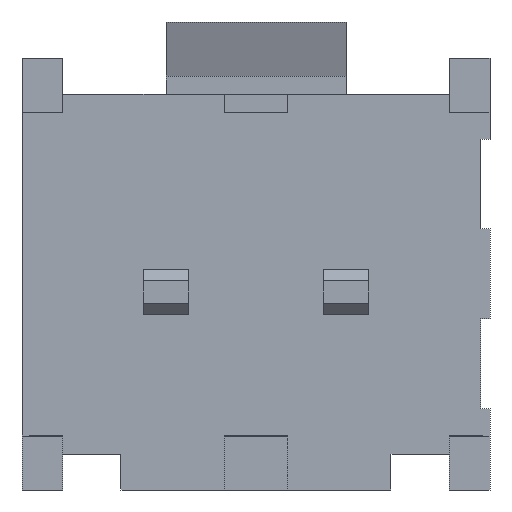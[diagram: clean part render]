
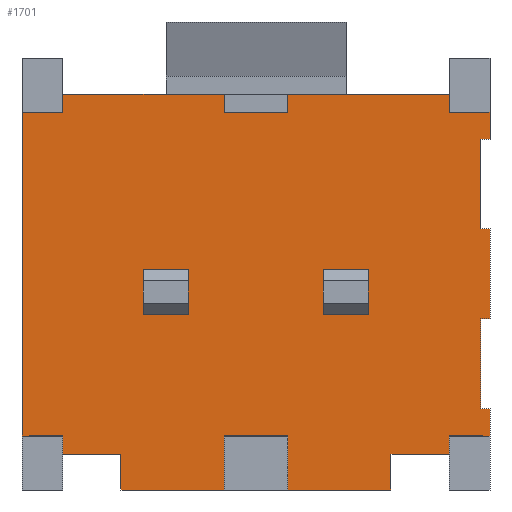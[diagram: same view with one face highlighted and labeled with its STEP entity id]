
A CAD part, front view. The second image highlights one B-rep face of the part: STEP entity #1701.
In plain terms, the highlighted planar face has unit normal (0, -1, 0).
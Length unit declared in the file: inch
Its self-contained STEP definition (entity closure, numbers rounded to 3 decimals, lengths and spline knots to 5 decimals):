
#77=ORIENTED_EDGE('',*,*,#569,.F.);
#78=ORIENTED_EDGE('',*,*,#570,.F.);
#79=ORIENTED_EDGE('',*,*,#571,.F.);
#80=ORIENTED_EDGE('',*,*,#572,.F.);
#81=ORIENTED_EDGE('',*,*,#573,.T.);
#82=ORIENTED_EDGE('',*,*,#574,.F.);
#83=ORIENTED_EDGE('',*,*,#575,.T.);
#84=ORIENTED_EDGE('',*,*,#576,.T.);
#85=ORIENTED_EDGE('',*,*,#577,.T.);
#86=ORIENTED_EDGE('',*,*,#578,.F.);
#87=ORIENTED_EDGE('',*,*,#579,.T.);
#88=ORIENTED_EDGE('',*,*,#580,.T.);
#89=ORIENTED_EDGE('',*,*,#581,.T.);
#90=ORIENTED_EDGE('',*,*,#582,.T.);
#91=ORIENTED_EDGE('',*,*,#583,.F.);
#92=ORIENTED_EDGE('',*,*,#584,.T.);
#93=ORIENTED_EDGE('',*,*,#585,.T.);
#94=ORIENTED_EDGE('',*,*,#586,.T.);
#95=ORIENTED_EDGE('',*,*,#587,.F.);
#96=ORIENTED_EDGE('',*,*,#588,.F.);
#97=ORIENTED_EDGE('',*,*,#589,.F.);
#98=ORIENTED_EDGE('',*,*,#590,.T.);
#99=ORIENTED_EDGE('',*,*,#591,.F.);
#100=ORIENTED_EDGE('',*,*,#592,.T.);
#101=ORIENTED_EDGE('',*,*,#593,.T.);
#102=ORIENTED_EDGE('',*,*,#594,.F.);
#103=ORIENTED_EDGE('',*,*,#595,.F.);
#104=ORIENTED_EDGE('',*,*,#596,.F.);
#105=ORIENTED_EDGE('',*,*,#597,.F.);
#106=ORIENTED_EDGE('',*,*,#598,.F.);
#107=ORIENTED_EDGE('',*,*,#599,.F.);
#108=ORIENTED_EDGE('',*,*,#600,.F.);
#569=EDGE_CURVE('',#815,#816,#979,.T.);
#570=EDGE_CURVE('',#817,#815,#980,.T.);
#571=EDGE_CURVE('',#818,#817,#981,.T.);
#572=EDGE_CURVE('',#819,#818,#982,.T.);
#573=EDGE_CURVE('',#819,#820,#983,.T.);
#574=EDGE_CURVE('',#821,#820,#984,.T.);
#575=EDGE_CURVE('',#821,#822,#985,.T.);
#576=EDGE_CURVE('',#822,#823,#986,.T.);
#577=EDGE_CURVE('',#823,#824,#987,.T.);
#578=EDGE_CURVE('',#825,#824,#988,.T.);
#579=EDGE_CURVE('',#825,#826,#989,.T.);
#580=EDGE_CURVE('',#826,#827,#990,.T.);
#581=EDGE_CURVE('',#827,#828,#991,.T.);
#582=EDGE_CURVE('',#828,#829,#992,.T.);
#583=EDGE_CURVE('',#830,#829,#993,.T.);
#584=EDGE_CURVE('',#830,#831,#994,.T.);
#585=EDGE_CURVE('',#831,#832,#995,.T.);
#586=EDGE_CURVE('',#832,#833,#996,.T.);
#587=EDGE_CURVE('',#834,#833,#997,.T.);
#588=EDGE_CURVE('',#835,#834,#998,.T.);
#589=EDGE_CURVE('',#836,#835,#999,.T.);
#590=EDGE_CURVE('',#836,#837,#1000,.T.);
#591=EDGE_CURVE('',#838,#837,#1001,.T.);
#592=EDGE_CURVE('',#838,#839,#1002,.T.);
#593=EDGE_CURVE('',#839,#840,#1003,.T.);
#594=EDGE_CURVE('',#841,#840,#1004,.T.);
#595=EDGE_CURVE('',#842,#841,#1005,.T.);
#596=EDGE_CURVE('',#843,#842,#1006,.T.);
#597=EDGE_CURVE('',#844,#843,#1007,.T.);
#598=EDGE_CURVE('',#845,#844,#1008,.T.);
#599=EDGE_CURVE('',#846,#845,#1009,.T.);
#600=EDGE_CURVE('',#816,#846,#1010,.T.);
#815=VERTEX_POINT('',#2435);
#816=VERTEX_POINT('',#2436);
#817=VERTEX_POINT('',#2438);
#818=VERTEX_POINT('',#2440);
#819=VERTEX_POINT('',#2442);
#820=VERTEX_POINT('',#2444);
#821=VERTEX_POINT('',#2446);
#822=VERTEX_POINT('',#2448);
#823=VERTEX_POINT('',#2450);
#824=VERTEX_POINT('',#2452);
#825=VERTEX_POINT('',#2454);
#826=VERTEX_POINT('',#2456);
#827=VERTEX_POINT('',#2458);
#828=VERTEX_POINT('',#2460);
#829=VERTEX_POINT('',#2462);
#830=VERTEX_POINT('',#2464);
#831=VERTEX_POINT('',#2466);
#832=VERTEX_POINT('',#2468);
#833=VERTEX_POINT('',#2470);
#834=VERTEX_POINT('',#2472);
#835=VERTEX_POINT('',#2474);
#836=VERTEX_POINT('',#2476);
#837=VERTEX_POINT('',#2478);
#838=VERTEX_POINT('',#2480);
#839=VERTEX_POINT('',#2482);
#840=VERTEX_POINT('',#2484);
#841=VERTEX_POINT('',#2486);
#842=VERTEX_POINT('',#2488);
#843=VERTEX_POINT('',#2490);
#844=VERTEX_POINT('',#2492);
#845=VERTEX_POINT('',#2494);
#846=VERTEX_POINT('',#2496);
#979=LINE('',#2434,#1225);
#980=LINE('',#2437,#1226);
#981=LINE('',#2439,#1227);
#982=LINE('',#2441,#1228);
#983=LINE('',#2443,#1229);
#984=LINE('',#2445,#1230);
#985=LINE('',#2447,#1231);
#986=LINE('',#2449,#1232);
#987=LINE('',#2451,#1233);
#988=LINE('',#2453,#1234);
#989=LINE('',#2455,#1235);
#990=LINE('',#2457,#1236);
#991=LINE('',#2459,#1237);
#992=LINE('',#2461,#1238);
#993=LINE('',#2463,#1239);
#994=LINE('',#2465,#1240);
#995=LINE('',#2467,#1241);
#996=LINE('',#2469,#1242);
#997=LINE('',#2471,#1243);
#998=LINE('',#2473,#1244);
#999=LINE('',#2475,#1245);
#1000=LINE('',#2477,#1246);
#1001=LINE('',#2479,#1247);
#1002=LINE('',#2481,#1248);
#1003=LINE('',#2483,#1249);
#1004=LINE('',#2485,#1250);
#1005=LINE('',#2487,#1251);
#1006=LINE('',#2489,#1252);
#1007=LINE('',#2491,#1253);
#1008=LINE('',#2493,#1254);
#1009=LINE('',#2495,#1255);
#1010=LINE('',#2497,#1256);
#1225=VECTOR('',#1965,39.37008);
#1226=VECTOR('',#1966,39.37008);
#1227=VECTOR('',#1967,39.37008);
#1228=VECTOR('',#1968,39.37008);
#1229=VECTOR('',#1969,39.37008);
#1230=VECTOR('',#1970,39.37008);
#1231=VECTOR('',#1971,39.37008);
#1232=VECTOR('',#1972,39.37008);
#1233=VECTOR('',#1973,39.37008);
#1234=VECTOR('',#1974,39.37008);
#1235=VECTOR('',#1975,39.37008);
#1236=VECTOR('',#1976,39.37008);
#1237=VECTOR('',#1977,39.37008);
#1238=VECTOR('',#1978,39.37008);
#1239=VECTOR('',#1979,39.37008);
#1240=VECTOR('',#1980,39.37008);
#1241=VECTOR('',#1981,39.37008);
#1242=VECTOR('',#1982,39.37008);
#1243=VECTOR('',#1983,39.37008);
#1244=VECTOR('',#1984,39.37008);
#1245=VECTOR('',#1985,39.37008);
#1246=VECTOR('',#1986,39.37008);
#1247=VECTOR('',#1987,39.37008);
#1248=VECTOR('',#1988,39.37008);
#1249=VECTOR('',#1989,39.37008);
#1250=VECTOR('',#1990,39.37008);
#1251=VECTOR('',#1991,39.37008);
#1252=VECTOR('',#1992,39.37008);
#1253=VECTOR('',#1993,39.37008);
#1254=VECTOR('',#1994,39.37008);
#1255=VECTOR('',#1995,39.37008);
#1256=VECTOR('',#1996,39.37008);
#1433=EDGE_LOOP('',(#77,#78,#79,#80,#81,#82,#83,#84,#85,#86,#87,#88,#89,
#90,#91,#92,#93,#94,#95,#96,#97,#98,#99,#100,#101,#102,#103,#104,#105,#106,
#107,#108));
#1523=FACE_BOUND('',#1433,.T.);
#1612=PLANE('',#1828);
#1701=ADVANCED_FACE('',(#1523),#1612,.F.);
#1828=AXIS2_PLACEMENT_3D('',#2433,#1963,#1964);
#1963=DIRECTION('',(0.,1.,0.));
#1964=DIRECTION('',(0.,0.,1.));
#1965=DIRECTION('',(1.,0.,0.));
#1966=DIRECTION('',(0.,0.,-1.));
#1967=DIRECTION('',(-1.,0.,0.));
#1968=DIRECTION('',(0.,0.,-1.));
#1969=DIRECTION('',(-1.,0.,0.));
#1970=DIRECTION('',(0.,0.,-1.));
#1971=DIRECTION('',(-1.,0.,0.));
#1972=DIRECTION('',(0.,0.,-1.));
#1973=DIRECTION('',(-1.,0.,0.));
#1974=DIRECTION('',(0.,0.,-1.));
#1975=DIRECTION('',(-1.,0.,0.));
#1976=DIRECTION('',(0.,0.,-1.));
#1977=DIRECTION('',(-1.,0.,0.));
#1978=DIRECTION('',(0.,0.,-1.));
#1979=DIRECTION('',(-1.,0.,0.));
#1980=DIRECTION('',(0.,0.,-1.));
#1981=DIRECTION('',(1.,0.,0.));
#1982=DIRECTION('',(0.,0.,-1.));
#1983=DIRECTION('',(-1.,0.,0.));
#1984=DIRECTION('',(0.,0.,-1.));
#1985=DIRECTION('',(-1.,0.,0.));
#1986=DIRECTION('',(0.,0.,-1.));
#1987=DIRECTION('',(-1.,0.,0.));
#1988=DIRECTION('',(0.,0.,1.));
#1989=DIRECTION('',(1.,0.,0.));
#1990=DIRECTION('',(0.,0.,-1.));
#1991=DIRECTION('',(-1.,0.,0.));
#1992=DIRECTION('',(0.,0.,-1.));
#1993=DIRECTION('',(1.,0.,0.));
#1994=DIRECTION('',(0.,0.,-1.));
#1995=DIRECTION('',(-1.,0.,0.));
#1996=DIRECTION('',(0.,0.,-1.));
#2433=CARTESIAN_POINT('',(0.13,0.02,0.09));
#2434=CARTESIAN_POINT('',(0.13,0.02,0.025));
#2435=CARTESIAN_POINT('',(0.125,0.02,0.025));
#2436=CARTESIAN_POINT('',(0.13,0.02,0.025));
#2437=CARTESIAN_POINT('',(0.125,0.02,0.09));
#2438=CARTESIAN_POINT('',(0.125,0.02,0.075));
#2439=CARTESIAN_POINT('',(0.13,0.02,0.075));
#2440=CARTESIAN_POINT('',(0.13,0.02,0.075));
#2441=CARTESIAN_POINT('',(0.13,0.02,0.09));
#2442=CARTESIAN_POINT('',(0.13,0.02,0.09));
#2443=CARTESIAN_POINT('',(0.13,0.02,0.09));
#2444=CARTESIAN_POINT('',(0.1075,0.02,0.09));
#2445=CARTESIAN_POINT('',(0.1075,0.02,0.12));
#2446=CARTESIAN_POINT('',(0.1075,0.02,0.1));
#2447=CARTESIAN_POINT('',(0.13,0.02,0.1));
#2448=CARTESIAN_POINT('',(0.0175,0.02,0.1));
#2449=CARTESIAN_POINT('',(0.0175,0.02,0.12));
#2450=CARTESIAN_POINT('',(0.0175,0.02,0.09));
#2451=CARTESIAN_POINT('',(0.13,0.02,0.09));
#2452=CARTESIAN_POINT('',(-0.0175,0.02,0.09));
#2453=CARTESIAN_POINT('',(-0.0175,0.02,0.12));
#2454=CARTESIAN_POINT('',(-0.0175,0.02,0.1));
#2455=CARTESIAN_POINT('',(0.13,0.02,0.1));
#2456=CARTESIAN_POINT('',(-0.1075,0.02,0.1));
#2457=CARTESIAN_POINT('',(-0.1075,0.02,0.12));
#2458=CARTESIAN_POINT('',(-0.1075,0.02,0.09));
#2459=CARTESIAN_POINT('',(0.13,0.02,0.09));
#2460=CARTESIAN_POINT('',(-0.13,0.02,0.09));
#2461=CARTESIAN_POINT('',(-0.13,0.02,0.09));
#2462=CARTESIAN_POINT('',(-0.13,0.02,-0.09));
#2463=CARTESIAN_POINT('',(0.13,0.02,-0.09));
#2464=CARTESIAN_POINT('',(-0.1075,0.02,-0.09));
#2465=CARTESIAN_POINT('',(-0.1075,0.02,0.12));
#2466=CARTESIAN_POINT('',(-0.1075,0.02,-0.1));
#2467=CARTESIAN_POINT('',(0.13,0.02,-0.1));
#2468=CARTESIAN_POINT('',(-0.075,0.02,-0.1));
#2469=CARTESIAN_POINT('',(-0.075,0.02,0.09));
#2470=CARTESIAN_POINT('',(-0.075,0.02,-0.12));
#2471=CARTESIAN_POINT('',(-0.0175,0.02,-0.12));
#2472=CARTESIAN_POINT('',(-0.0175,0.02,-0.12));
#2473=CARTESIAN_POINT('',(-0.0175,0.02,0.12));
#2474=CARTESIAN_POINT('',(-0.0175,0.02,-0.09));
#2475=CARTESIAN_POINT('',(0.13,0.02,-0.09));
#2476=CARTESIAN_POINT('',(0.0175,0.02,-0.09));
#2477=CARTESIAN_POINT('',(0.0175,0.02,0.12));
#2478=CARTESIAN_POINT('',(0.0175,0.02,-0.12));
#2479=CARTESIAN_POINT('',(0.1075,0.02,-0.12));
#2480=CARTESIAN_POINT('',(0.075,0.02,-0.12));
#2481=CARTESIAN_POINT('',(0.075,0.02,0.09));
#2482=CARTESIAN_POINT('',(0.075,0.02,-0.1));
#2483=CARTESIAN_POINT('',(0.13,0.02,-0.1));
#2484=CARTESIAN_POINT('',(0.1075,0.02,-0.1));
#2485=CARTESIAN_POINT('',(0.1075,0.02,0.12));
#2486=CARTESIAN_POINT('',(0.1075,0.02,-0.09));
#2487=CARTESIAN_POINT('',(0.13,0.02,-0.09));
#2488=CARTESIAN_POINT('',(0.13,0.02,-0.09));
#2489=CARTESIAN_POINT('',(0.13,0.02,0.09));
#2490=CARTESIAN_POINT('',(0.13,0.02,-0.075));
#2491=CARTESIAN_POINT('',(0.13,0.02,-0.075));
#2492=CARTESIAN_POINT('',(0.125,0.02,-0.075));
#2493=CARTESIAN_POINT('',(0.125,0.02,0.09));
#2494=CARTESIAN_POINT('',(0.125,0.02,-0.025));
#2495=CARTESIAN_POINT('',(0.13,0.02,-0.025));
#2496=CARTESIAN_POINT('',(0.13,0.02,-0.025));
#2497=CARTESIAN_POINT('',(0.13,0.02,0.09));
